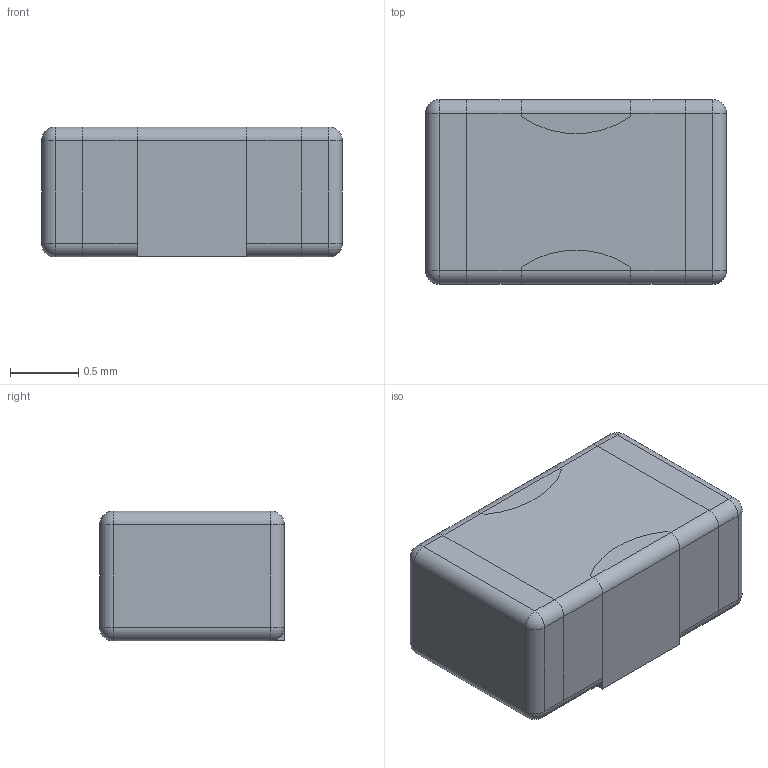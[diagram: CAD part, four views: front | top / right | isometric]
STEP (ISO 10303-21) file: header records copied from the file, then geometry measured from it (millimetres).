
FILE_DESCRIPTION((''),'2;1');
FILE_NAME('CAPC_MURATA_NFM21PC_0805.stp','2014-10-27T10:53:38',(''),(''),'Mechanical Desktop 2011','Mechanical Desktop 2011',', , ');
FILE_SCHEMA(('AUTOMOTIVE_DESIGN { 1 2 10303 214 1 1 1 1 }'));
Length unit declared in the file: millimetre
Products named in the file (1): Product
Bounding box: 2.2 x 1.35 x 0.95 mm (x, y, z)
Volume: 2.8 mm3; surface area: 21.2 mm2
Topology: 5 solids, 5 shells, 73 faces, 173 edges, 102 vertices
Faces by surface type: plane 34, cylinder 31, sphere 8
Entity records: 2077 total; most frequent: DIRECTION 375, CARTESIAN_POINT 341, ORIENTED_EDGE 330, EDGE_CURVE 165, AXIS2_PLACEMENT_3D 136, VECTOR 103, LINE 103, VERTEX_POINT 102
